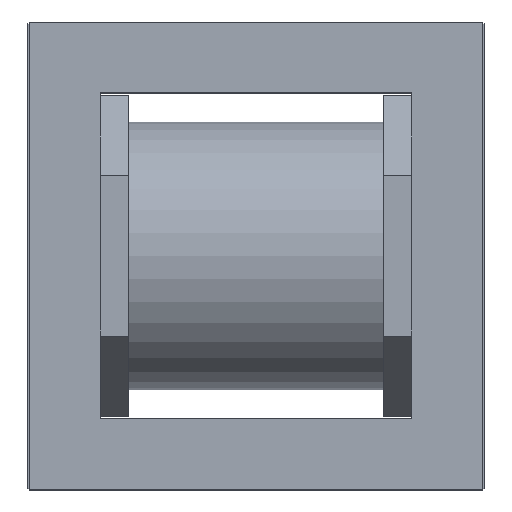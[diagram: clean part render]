
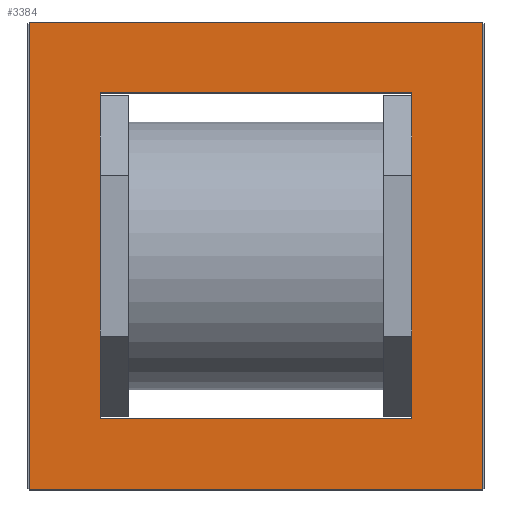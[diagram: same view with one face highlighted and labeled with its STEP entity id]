
A CAD part, top view. The second image highlights one B-rep face of the part: STEP entity #3384.
In plain terms, the highlighted planar face has unit normal (0, 0, 1).
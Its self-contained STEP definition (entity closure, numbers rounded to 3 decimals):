
#22 = VERTEX_POINT('',#23);
#23 = CARTESIAN_POINT('',(14.4,-14.85,17.4));
#56 = VERTEX_POINT('',#57);
#57 = CARTESIAN_POINT('',(14.4,14.85,17.4));
#63 = EDGE_CURVE('',#56,#22,#64,.T.);
#64 = LINE('',#65,#66);
#65 = CARTESIAN_POINT('',(14.4,14.85,17.4));
#66 = VECTOR('',#67,1.);
#67 = DIRECTION('',(0.,-1.,0.));
#231 = VERTEX_POINT('',#232);
#232 = CARTESIAN_POINT('',(9.9,-8.766,17.4));
#287 = VERTEX_POINT('',#288);
#288 = CARTESIAN_POINT('',(9.9,8.766,17.4));
#456 = VERTEX_POINT('',#457);
#457 = CARTESIAN_POINT('',(9.9,-10.35,17.4));
#465 = EDGE_CURVE('',#231,#456,#466,.T.);
#466 = LINE('',#467,#468);
#467 = CARTESIAN_POINT('',(9.9,14.85,17.4));
#468 = VECTOR('',#469,1.);
#469 = DIRECTION('',(0.,-1.,0.));
#520 = EDGE_CURVE('',#287,#231,#521,.T.);
#521 = LINE('',#522,#523);
#522 = CARTESIAN_POINT('',(9.9,14.85,17.4));
#523 = VECTOR('',#524,1.);
#524 = DIRECTION('',(0.,-1.,0.));
#539 = VERTEX_POINT('',#540);
#540 = CARTESIAN_POINT('',(9.9,10.35,17.4));
#586 = EDGE_CURVE('',#539,#287,#587,.T.);
#587 = LINE('',#588,#589);
#588 = CARTESIAN_POINT('',(9.9,14.85,17.4));
#589 = VECTOR('',#590,1.);
#590 = DIRECTION('',(0.,-1.,0.));
#1706 = VERTEX_POINT('',#1707);
#1707 = CARTESIAN_POINT('',(-14.4,-14.85,17.4));
#1740 = VERTEX_POINT('',#1741);
#1741 = CARTESIAN_POINT('',(-14.4,14.85,17.4));
#1747 = EDGE_CURVE('',#1740,#1706,#1748,.T.);
#1748 = LINE('',#1749,#1750);
#1749 = CARTESIAN_POINT('',(-14.4,14.85,17.4));
#1750 = VECTOR('',#1751,1.);
#1751 = DIRECTION('',(0.,-1.,0.));
#1915 = VERTEX_POINT('',#1916);
#1916 = CARTESIAN_POINT('',(-9.9,-8.766,17.4));
#1971 = VERTEX_POINT('',#1972);
#1972 = CARTESIAN_POINT('',(-9.9,8.766,17.4));
#2140 = VERTEX_POINT('',#2141);
#2141 = CARTESIAN_POINT('',(-9.9,-10.35,17.4));
#2147 = EDGE_CURVE('',#1915,#2140,#2148,.T.);
#2148 = LINE('',#2149,#2150);
#2149 = CARTESIAN_POINT('',(-9.9,14.85,17.4));
#2150 = VECTOR('',#2151,1.);
#2151 = DIRECTION('',(0.,-1.,0.));
#2195 = EDGE_CURVE('',#1971,#1915,#2196,.T.);
#2196 = LINE('',#2197,#2198);
#2197 = CARTESIAN_POINT('',(-9.9,14.85,17.4));
#2198 = VECTOR('',#2199,1.);
#2199 = DIRECTION('',(0.,-1.,0.));
#2214 = VERTEX_POINT('',#2215);
#2215 = CARTESIAN_POINT('',(-9.9,10.35,17.4));
#2261 = EDGE_CURVE('',#2214,#1971,#2262,.T.);
#2262 = LINE('',#2263,#2264);
#2263 = CARTESIAN_POINT('',(-9.9,14.85,17.4));
#2264 = VECTOR('',#2265,1.);
#2265 = DIRECTION('',(0.,-1.,0.));
#3374 = EDGE_CURVE('',#2140,#456,#3375,.T.);
#3375 = LINE('',#3376,#3377);
#3376 = CARTESIAN_POINT('',(-9.9,-10.35,17.4));
#3377 = VECTOR('',#3378,1.);
#3378 = DIRECTION('',(1.,0.,0.));
#3384 = ADVANCED_FACE('',(#3385,#3401),#3416,.T.);
#3385 = FACE_BOUND('',#3386,.T.);
#3386 = EDGE_LOOP('',(#3387,#3393,#3394,#3400));
#3387 = ORIENTED_EDGE('',*,*,#3388,.F.);
#3388 = EDGE_CURVE('',#1740,#56,#3389,.T.);
#3389 = LINE('',#3390,#3391);
#3390 = CARTESIAN_POINT('',(9.9,14.85,17.4));
#3391 = VECTOR('',#3392,1.);
#3392 = DIRECTION('',(1.,0.,0.));
#3393 = ORIENTED_EDGE('',*,*,#1747,.T.);
#3394 = ORIENTED_EDGE('',*,*,#3395,.T.);
#3395 = EDGE_CURVE('',#1706,#22,#3396,.T.);
#3396 = LINE('',#3397,#3398);
#3397 = CARTESIAN_POINT('',(-9.9,-14.85,17.4));
#3398 = VECTOR('',#3399,1.);
#3399 = DIRECTION('',(1.,0.,0.));
#3400 = ORIENTED_EDGE('',*,*,#63,.F.);
#3401 = FACE_BOUND('',#3402,.T.);
#3402 = EDGE_LOOP('',(#3403,#3404,#3405,#3406,#3407,#3408,#3409,#3410));
#3403 = ORIENTED_EDGE('',*,*,#586,.T.);
#3404 = ORIENTED_EDGE('',*,*,#520,.T.);
#3405 = ORIENTED_EDGE('',*,*,#465,.T.);
#3406 = ORIENTED_EDGE('',*,*,#3374,.F.);
#3407 = ORIENTED_EDGE('',*,*,#2147,.F.);
#3408 = ORIENTED_EDGE('',*,*,#2195,.F.);
#3409 = ORIENTED_EDGE('',*,*,#2261,.F.);
#3410 = ORIENTED_EDGE('',*,*,#3411,.T.);
#3411 = EDGE_CURVE('',#2214,#539,#3412,.T.);
#3412 = LINE('',#3413,#3414);
#3413 = CARTESIAN_POINT('',(-9.9,10.35,17.4));
#3414 = VECTOR('',#3415,1.);
#3415 = DIRECTION('',(1.,0.,0.));
#3416 = PLANE('',#3417);
#3417 = AXIS2_PLACEMENT_3D('',#3418,#3419,#3420);
#3418 = CARTESIAN_POINT('',(0.,0.,17.4
    ));
#3419 = DIRECTION('',(0.,0.,1.));
#3420 = DIRECTION('',(0.,1.,0.));
